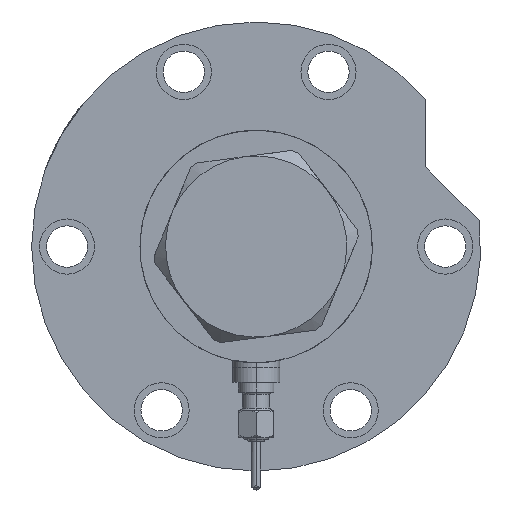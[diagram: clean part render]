
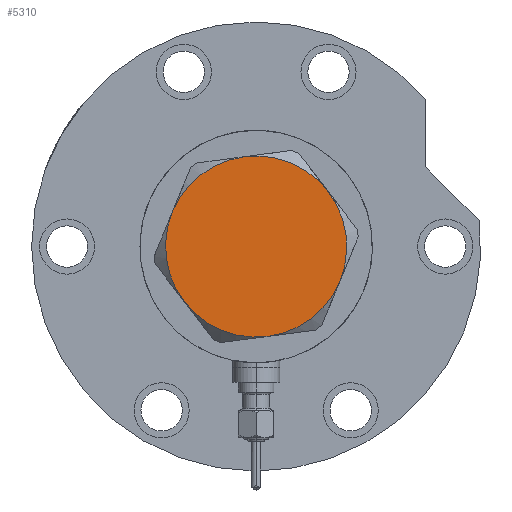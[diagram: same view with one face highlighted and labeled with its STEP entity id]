
A CAD part, left-side view. The second image highlights one B-rep face of the part: STEP entity #5310.
In plain terms, the highlighted face is planar.
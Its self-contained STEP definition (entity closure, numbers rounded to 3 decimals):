
#127 = CIRCLE ( 'NONE', #2987, 23. ) ;
#307 = EDGE_CURVE ( 'NONE', #7583, #1269, #4849, .T. ) ;
#386 = DIRECTION ( 'NONE',  ( 1., 0., 0. ) ) ;
#918 = CARTESIAN_POINT ( 'NONE',  ( -11.5, -19.919, 13. ) ) ;
#962 = CARTESIAN_POINT ( 'NONE',  ( -11.5, 19.919, 13. ) ) ;
#1005 = AXIS2_PLACEMENT_3D ( 'NONE', #4035, #8826, #2664 ) ;
#1206 = CARTESIAN_POINT ( 'NONE',  ( 0., 0., 13. ) ) ;
#1269 = VERTEX_POINT ( 'NONE', #8405 ) ;
#1401 = FACE_OUTER_BOUND ( 'NONE', #7709, .T. ) ;
#1449 = AXIS2_PLACEMENT_3D ( 'NONE', #1206, #1727, #386 ) ;
#1454 = DIRECTION ( 'NONE',  ( 0., 0., 1. ) ) ;
#1571 = DIRECTION ( 'NONE',  ( 1., 0., 0. ) ) ;
#1592 = CARTESIAN_POINT ( 'NONE',  ( 0., 0., 13. ) ) ;
#1727 = DIRECTION ( 'NONE',  ( 0., 0., 1. ) ) ;
#1762 = CIRCLE ( 'NONE', #8202, 23. ) ;
#1767 = EDGE_CURVE ( 'NONE', #4284, #6804, #127, .T. ) ;
#1862 = ORIENTED_EDGE ( 'NONE', *, *, #6237, .T. ) ;
#2193 = DIRECTION ( 'NONE',  ( 1., 0., 0. ) ) ;
#2341 = CARTESIAN_POINT ( 'NONE',  ( -23., 0., 13. ) ) ;
#2364 = CARTESIAN_POINT ( 'NONE',  ( 11.5, 19.919, 13. ) ) ;
#2386 = DIRECTION ( 'NONE',  ( 0., 0., 1. ) ) ;
#2664 = DIRECTION ( 'NONE',  ( 1., 0., 0. ) ) ;
#2731 = ORIENTED_EDGE ( 'NONE', *, *, #4032, .T. ) ;
#2735 = EDGE_CURVE ( 'NONE', #3918, #4284, #3870, .T. ) ;
#2857 = ORIENTED_EDGE ( 'NONE', *, *, #7664, .T. ) ;
#2908 = AXIS2_PLACEMENT_3D ( 'NONE', #4111, #1454, #7501 ) ;
#2987 = AXIS2_PLACEMENT_3D ( 'NONE', #1592, #3015, #4333 ) ;
#3015 = DIRECTION ( 'NONE',  ( 0., 0., 1. ) ) ;
#3321 = ORIENTED_EDGE ( 'NONE', *, *, #307, .T. ) ;
#3452 = CARTESIAN_POINT ( 'NONE',  ( 0., 0., 13. ) ) ;
#3807 = ORIENTED_EDGE ( 'NONE', *, *, #1767, .T. ) ;
#3830 = CARTESIAN_POINT ( 'NONE',  ( 0., 0., 13. ) ) ;
#3870 = CIRCLE ( 'NONE', #1005, 23. ) ;
#3918 = VERTEX_POINT ( 'NONE', #2364 ) ;
#4032 = EDGE_CURVE ( 'NONE', #6804, #4886, #8307, .T. ) ;
#4035 = CARTESIAN_POINT ( 'NONE',  ( 0., 0., 13. ) ) ;
#4111 = CARTESIAN_POINT ( 'NONE',  ( 0., 0., 13. ) ) ;
#4284 = VERTEX_POINT ( 'NONE', #962 ) ;
#4333 = DIRECTION ( 'NONE',  ( 1., 0., 0. ) ) ;
#4849 = CIRCLE ( 'NONE', #7158, 23. ) ;
#4886 = VERTEX_POINT ( 'NONE', #918 ) ;
#5111 = DIRECTION ( 'NONE',  ( 1., 0., 0. ) ) ;
#5310 = ADVANCED_FACE ( 'NONE', ( #1401 ), #5660, .T. ) ;
#5660 = PLANE ( 'NONE',  #8621 ) ;
#6237 = EDGE_CURVE ( 'NONE', #1269, #3918, #7925, .T. ) ;
#6323 = DIRECTION ( 'NONE',  ( 0., 0., 1. ) ) ;
#6804 = VERTEX_POINT ( 'NONE', #2341 ) ;
#7158 = AXIS2_PLACEMENT_3D ( 'NONE', #3452, #6323, #2193 ) ;
#7501 = DIRECTION ( 'NONE',  ( 1., 0., 0. ) ) ;
#7583 = VERTEX_POINT ( 'NONE', #8589 ) ;
#7664 = EDGE_CURVE ( 'NONE', #4886, #7583, #1762, .T. ) ;
#7700 = DIRECTION ( 'NONE',  ( 0., 0., 1. ) ) ;
#7709 = EDGE_LOOP ( 'NONE', ( #3321, #1862, #7933, #3807, #2731, #2857 ) ) ;
#7925 = CIRCLE ( 'NONE', #2908, 23. ) ;
#7933 = ORIENTED_EDGE ( 'NONE', *, *, #2735, .T. ) ;
#8202 = AXIS2_PLACEMENT_3D ( 'NONE', #3830, #2386, #5111 ) ;
#8307 = CIRCLE ( 'NONE', #1449, 23. ) ;
#8379 = CARTESIAN_POINT ( 'NONE',  ( 0., 0., 13. ) ) ;
#8405 = CARTESIAN_POINT ( 'NONE',  ( 23., 0., 13. ) ) ;
#8589 = CARTESIAN_POINT ( 'NONE',  ( 11.5, -19.919, 13. ) ) ;
#8621 = AXIS2_PLACEMENT_3D ( 'NONE', #8379, #7700, #1571 ) ;
#8826 = DIRECTION ( 'NONE',  ( 0., 0., 1. ) ) ;
